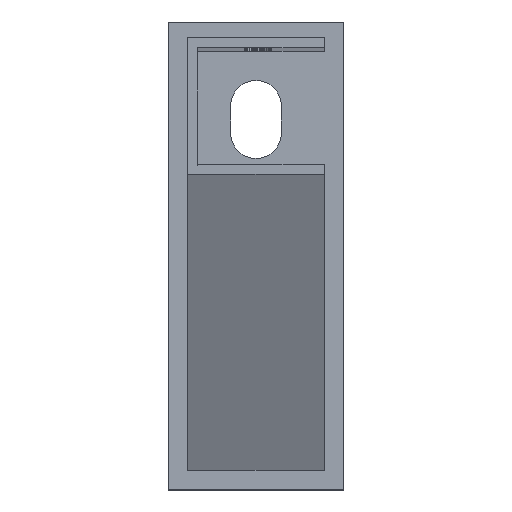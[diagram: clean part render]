
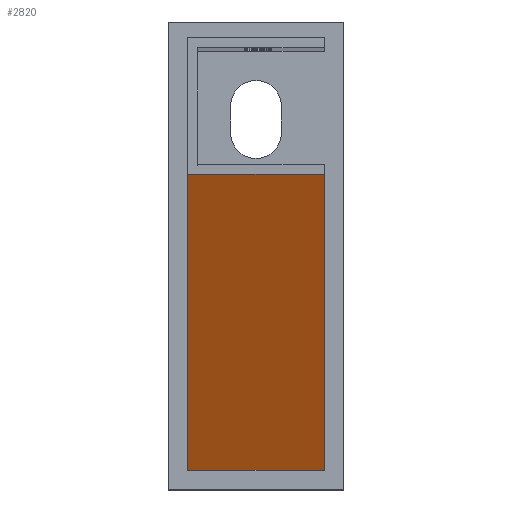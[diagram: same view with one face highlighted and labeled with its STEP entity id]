
A CAD part, top view. The second image highlights one B-rep face of the part: STEP entity #2820.
In plain terms, the highlighted planar face has unit normal (0, -0.99, 0.14).
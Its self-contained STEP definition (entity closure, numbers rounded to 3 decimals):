
#60 = VERTEX_POINT ( 'NONE', #585 ) ;
#91 = CARTESIAN_POINT ( 'NONE',  ( 5., 5., 6. ) ) ;
#98 = FACE_OUTER_BOUND ( 'NONE', #1270, .T. ) ;
#113 = DIRECTION ( 'NONE',  ( 0., -0.99, 0.14 ) ) ;
#306 = DIRECTION ( 'NONE',  ( 0., -0.14, -0.99 ) ) ;
#366 = LINE ( 'NONE', #2301, #960 ) ;
#373 = VERTEX_POINT ( 'NONE', #1148 ) ;
#550 = EDGE_CURVE ( 'NONE', #898, #60, #2192, .T. ) ;
#585 = CARTESIAN_POINT ( 'NONE',  ( 40., 5., 6. ) ) ;
#687 = EDGE_CURVE ( 'NONE', #1817, #898, #366, .T. ) ;
#708 = CARTESIAN_POINT ( 'NONE',  ( 40., 80., 536. ) ) ;
#767 = CARTESIAN_POINT ( 'NONE',  ( 5., 80., 536. ) ) ;
#865 = VECTOR ( 'NONE', #1298, 1000. ) ;
#898 = VERTEX_POINT ( 'NONE', #708 ) ;
#960 = VECTOR ( 'NONE', #1562, 1000. ) ;
#1109 = LINE ( 'NONE', #2223, #865 ) ;
#1148 = CARTESIAN_POINT ( 'NONE',  ( 5., 5., 6. ) ) ;
#1197 = ORIENTED_EDGE ( 'NONE', *, *, #687, .F. ) ;
#1270 = EDGE_LOOP ( 'NONE', ( #2676, #2905, #2387, #1197 ) ) ;
#1298 = DIRECTION ( 'NONE',  ( 0., -0.14, -0.99 ) ) ;
#1539 = EDGE_CURVE ( 'NONE', #1817, #373, #1109, .T. ) ;
#1540 = CARTESIAN_POINT ( 'NONE',  ( 0., 4.069, -0.576 ) ) ;
#1562 = DIRECTION ( 'NONE',  ( 1., 0., 0. ) ) ;
#1732 = DIRECTION ( 'NONE',  ( 0., -0.14, -0.99 ) ) ;
#1806 = DIRECTION ( 'NONE',  ( 1., 0., 0. ) ) ;
#1817 = VERTEX_POINT ( 'NONE', #767 ) ;
#1998 = EDGE_CURVE ( 'NONE', #373, #60, #2696, .T. ) ;
#2192 = LINE ( 'NONE', #2238, #2497 ) ;
#2223 = CARTESIAN_POINT ( 'NONE',  ( 5., 80., 536. ) ) ;
#2238 = CARTESIAN_POINT ( 'NONE',  ( 40., 80., 536. ) ) ;
#2301 = CARTESIAN_POINT ( 'NONE',  ( 40., 80., 536. ) ) ;
#2364 = VECTOR ( 'NONE', #1806, 1000. ) ;
#2387 = ORIENTED_EDGE ( 'NONE', *, *, #550, .F. ) ;
#2472 = PLANE ( 'NONE',  #2659 ) ;
#2497 = VECTOR ( 'NONE', #1732, 1000. ) ;
#2659 = AXIS2_PLACEMENT_3D ( 'NONE', #1540, #113, #306 ) ;
#2676 = ORIENTED_EDGE ( 'NONE', *, *, #1539, .T. ) ;
#2696 = LINE ( 'NONE', #91, #2364 ) ;
#2820 = ADVANCED_FACE ( 'NONE', ( #98 ), #2472, .T. ) ;
#2905 = ORIENTED_EDGE ( 'NONE', *, *, #1998, .T. ) ;
